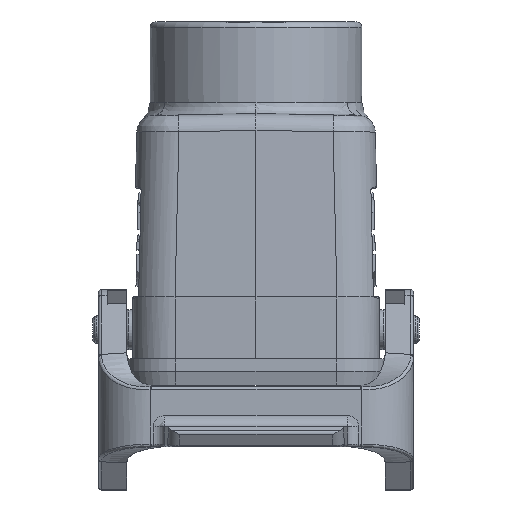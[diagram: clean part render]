
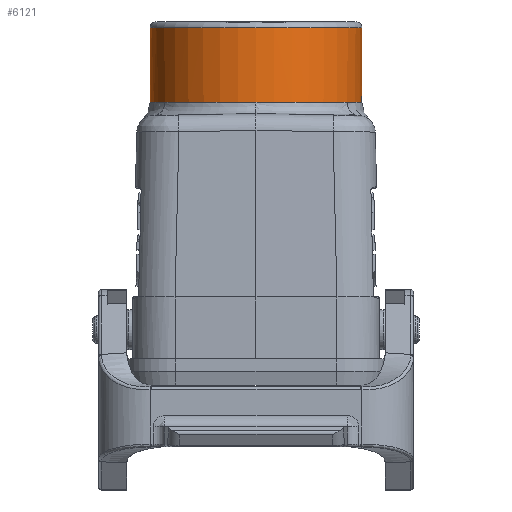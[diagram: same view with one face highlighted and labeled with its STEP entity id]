
A CAD part, left-side view. The second image highlights one B-rep face of the part: STEP entity #6121.
In plain terms, the highlighted cylindrical face has radius 18.5 mm (diameter 37 mm), a full revolution.
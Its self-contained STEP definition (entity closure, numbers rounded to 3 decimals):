
#5161=FACE_BOUND('',#8026,.T.);
#5162=FACE_BOUND('',#8027,.T.);
#5391=CYLINDRICAL_SURFACE('',#20715,18.5);
#5672=CIRCLE('',#20714,18.5);
#6121=ADVANCED_FACE('',(#5161,#5162),#5391,.T.);
#8026=EDGE_LOOP('',(#9917));
#8027=EDGE_LOOP('',(#9918,#9919,#9920,#9921,#9922,#9923));
#9917=ORIENTED_EDGE('',*,*,#14503,.T.);
#9918=ORIENTED_EDGE('',*,*,#14498,.T.);
#9919=ORIENTED_EDGE('',*,*,#14495,.T.);
#9920=ORIENTED_EDGE('',*,*,#14492,.T.);
#9921=ORIENTED_EDGE('',*,*,#14489,.T.);
#9922=ORIENTED_EDGE('',*,*,#14486,.T.);
#9923=ORIENTED_EDGE('',*,*,#14501,.T.);
#13059=VERTEX_POINT('',#29491);
#13061=VERTEX_POINT('',#29499);
#13063=VERTEX_POINT('',#29580);
#13065=VERTEX_POINT('',#29619);
#13067=VERTEX_POINT('',#29658);
#13069=VERTEX_POINT('',#29739);
#13071=VERTEX_POINT('',#29805);
#14486=EDGE_CURVE('',#13061,#13059,#15919,.T.);
#14489=EDGE_CURVE('',#13063,#13061,#15921,.T.);
#14492=EDGE_CURVE('',#13065,#13063,#15923,.T.);
#14495=EDGE_CURVE('',#13067,#13065,#15925,.T.);
#14498=EDGE_CURVE('',#13069,#13067,#15927,.T.);
#14501=EDGE_CURVE('',#13059,#13069,#15929,.T.);
#14503=EDGE_CURVE('',#13071,#13071,#5672,.T.);
#15919=B_SPLINE_CURVE_WITH_KNOTS('',3,(#29493,#29494,#29495,#29496,#29497,
#29498),.UNSPECIFIED.,.F.,.F.,(4,2,4),(0.,0.5,1.),.UNSPECIFIED.);
#15921=B_SPLINE_CURVE_WITH_KNOTS('',3,(#29574,#29575,#29576,#29577,#29578,
#29579),.UNSPECIFIED.,.F.,.F.,(4,2,4),(0.,0.5,1.),.UNSPECIFIED.);
#15923=B_SPLINE_CURVE_WITH_KNOTS('',3,(#29613,#29614,#29615,#29616,#29617,
#29618),.UNSPECIFIED.,.F.,.F.,(4,2,4),(0.,0.5,1.),.UNSPECIFIED.);
#15925=B_SPLINE_CURVE_WITH_KNOTS('',3,(#29652,#29653,#29654,#29655,#29656,
#29657),.UNSPECIFIED.,.F.,.F.,(4,2,4),(0.,0.5,1.),.UNSPECIFIED.);
#15927=B_SPLINE_CURVE_WITH_KNOTS('',3,(#29733,#29734,#29735,#29736,#29737,
#29738),.UNSPECIFIED.,.F.,.F.,(4,2,4),(0.,0.5,1.),.UNSPECIFIED.);
#15929=B_SPLINE_CURVE_WITH_KNOTS('',3,(#29770,#29771,#29772,#29773,#29774,
#29775),.UNSPECIFIED.,.F.,.F.,(4,2,4),(0.,0.5,1.),.UNSPECIFIED.);
#20714=AXIS2_PLACEMENT_3D('',#29804,#22751,#22752);
#20715=AXIS2_PLACEMENT_3D('',#29806,#22753,#22754);
#22751=DIRECTION('',(0.,0.,-1.));
#22752=DIRECTION('',(-1.,0.,0.));
#22753=DIRECTION('',(0.,0.,1.));
#22754=DIRECTION('',(1.,0.,0.));
#29491=CARTESIAN_POINT('',(9.436,-15.913,37.85));
#29493=CARTESIAN_POINT('',(-9.436,-15.913,37.85));
#29494=CARTESIAN_POINT('',(-6.597,-17.596,37.85));
#29495=CARTESIAN_POINT('',(-3.301,-18.5,37.85));
#29496=CARTESIAN_POINT('',(3.301,-18.5,37.85));
#29497=CARTESIAN_POINT('',(6.597,-17.596,37.85));
#29498=CARTESIAN_POINT('',(9.436,-15.913,37.85));
#29499=CARTESIAN_POINT('',(-9.436,-15.913,37.85));
#29574=CARTESIAN_POINT('',(-18.5,0.,37.85));
#29575=CARTESIAN_POINT('',(-18.5,-3.193,37.85));
#29576=CARTESIAN_POINT('',(-17.655,-6.382,37.85));
#29577=CARTESIAN_POINT('',(-14.495,-11.931,37.85));
#29578=CARTESIAN_POINT('',(-12.182,-14.284,37.85));
#29579=CARTESIAN_POINT('',(-9.436,-15.913,37.85));
#29580=CARTESIAN_POINT('',(-18.5,0.,37.85));
#29613=CARTESIAN_POINT('',(-9.436,15.912,37.85));
#29614=CARTESIAN_POINT('',(-12.183,14.284,37.85));
#29615=CARTESIAN_POINT('',(-14.495,11.931,37.85));
#29616=CARTESIAN_POINT('',(-17.655,6.382,37.85));
#29617=CARTESIAN_POINT('',(-18.5,3.193,37.85));
#29618=CARTESIAN_POINT('',(-18.5,0.,37.85));
#29619=CARTESIAN_POINT('',(-9.436,15.912,37.85));
#29652=CARTESIAN_POINT('',(9.436,15.913,37.85));
#29653=CARTESIAN_POINT('',(6.597,17.596,37.85));
#29654=CARTESIAN_POINT('',(3.301,18.5,37.85));
#29655=CARTESIAN_POINT('',(-3.301,18.5,37.85));
#29656=CARTESIAN_POINT('',(-6.597,17.596,37.85));
#29657=CARTESIAN_POINT('',(-9.436,15.912,37.85));
#29658=CARTESIAN_POINT('',(9.436,15.913,37.85));
#29733=CARTESIAN_POINT('',(18.5,0.,37.85));
#29734=CARTESIAN_POINT('',(18.5,3.193,37.85));
#29735=CARTESIAN_POINT('',(17.655,6.382,37.85));
#29736=CARTESIAN_POINT('',(14.495,11.931,37.85));
#29737=CARTESIAN_POINT('',(12.182,14.284,37.85));
#29738=CARTESIAN_POINT('',(9.436,15.913,37.85));
#29739=CARTESIAN_POINT('',(18.5,0.,37.85));
#29770=CARTESIAN_POINT('',(9.436,-15.913,37.85));
#29771=CARTESIAN_POINT('',(12.183,-14.284,37.85));
#29772=CARTESIAN_POINT('',(14.495,-11.931,37.85));
#29773=CARTESIAN_POINT('',(17.655,-6.382,37.85));
#29774=CARTESIAN_POINT('',(18.5,-3.193,37.85));
#29775=CARTESIAN_POINT('',(18.5,0.,37.85));
#29804=CARTESIAN_POINT('',(0.,0.,50.85));
#29805=CARTESIAN_POINT('',(-18.5,0.,50.85));
#29806=CARTESIAN_POINT('',(0.,0.,35.35));
